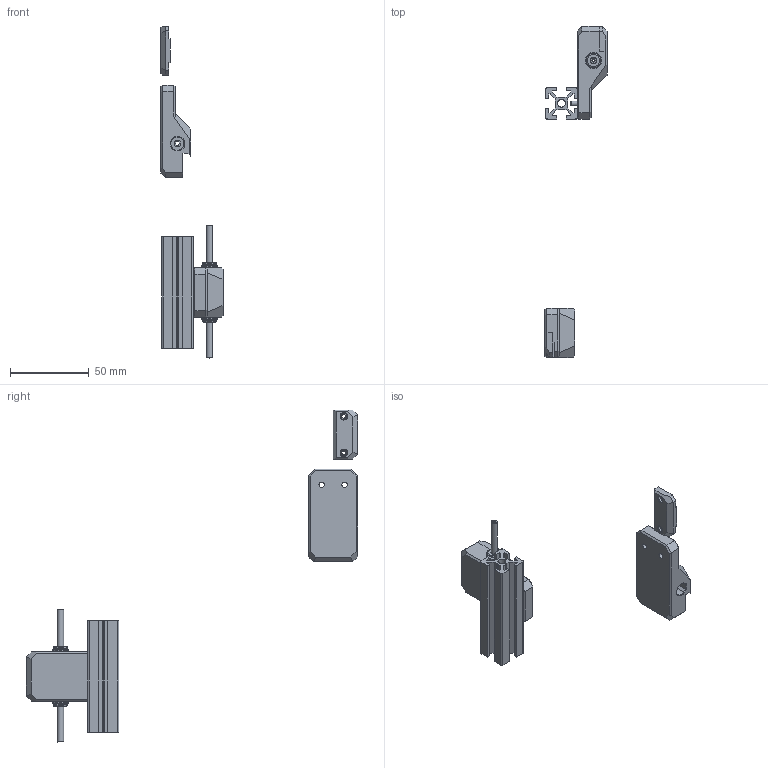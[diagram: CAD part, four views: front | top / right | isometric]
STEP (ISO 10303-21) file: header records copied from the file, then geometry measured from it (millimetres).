
FILE_DESCRIPTION(/* description */ (''),/* implementation_level */ '2;1');
FILE_NAME(/* name */ 'Simple_Runout_sensor.step',/* time_stamp */ '2024-06-21T15:50:30-07:00',/* author */ (''),/* organization */ (''),/* preprocessor_version */ 'ST-DEVELOPER v20',/* originating_system */ 'Autodesk Translation Framework v13.14.0.145',/* authorisation */ '');
FILE_SCHEMA (('AUTOMOTIVE_DESIGN { 1 0 10303 214 3 1 1 }'));
Length unit declared in the file: millimetre
Products named in the file (21): (Unsaved); Misumi 2020 Cube; Hardware; M3x10 SHCS; M2x10 Self_tapping; M2x10 STS v1 (3)(Mirror) (1); Omron d2f Switch ; 5.5mm Ball bearing; 5pin_JST; PTFE Tube; ECAS Bowden Collet; ECAS Bowden Collet_1; Plunger; Collet Body; Seal Retainer; Grab Ring; Arrange; Envelope1(Qty: 1); Main_Housing; Switch _Cover; Horizontal ECAS Cutter
Assembly tree (30 placements, depth 4):
  (Unsaved)
    Misumi 2020 Cube
    Hardware
      M3x10 SHCS  x2
      M2x10 Self_tapping  x2
      M2x10 STS v1 (3)(Mirror) (1)  x2
      Omron d2f Switch 
      5.5mm Ball bearing
      5pin_JST
      PTFE Tube  x2
      ECAS Bowden Collet
        Plunger
        Collet Body
        Seal Retainer
        Grab Ring
      ECAS Bowden Collet_1
        Plunger
        Collet Body
        Seal Retainer
        Grab Ring
    Main_Housing
    Switch _Cover
    Arrange
      Envelope1(Qty: 1)
        Main_Housing
        Switch _Cover
    Horizontal ECAS Cutter
Bounding box: 39.5 x 211.03 x 211.44 mm (x, y, z)
Volume: 62710.3 mm3; surface area: 35192.1 mm2
Topology: 25 solids, 45 shells, 1401 faces, 3645 edges, 2372 vertices
Faces by surface type: plane 722, cylinder 385, bspline 135, cone 86, torus 70, sphere 3
Full cylindrical faces by diameter (mm): 1.28 x44, 1.8 x8, 2 x3, 2.2 x36, 2.4 x4, 3 x2, 3.4 x4, 3.75 x4, 4 x8, 5 x1, 5.5 x6, 6 x10, 6.5 x2, 6.8 x2, 7.7 x2, 8 x6, 8.47 x2, 9 x2, 10.45 x2
Entity records: 33954 total; most frequent: CARTESIAN_POINT 12342, ORIENTED_EDGE 4530, DIRECTION 4030, EDGE_CURVE 2265, VERTEX_POINT 1479, LINE 1440, VECTOR 1440, AXIS2_PLACEMENT_3D 1295
